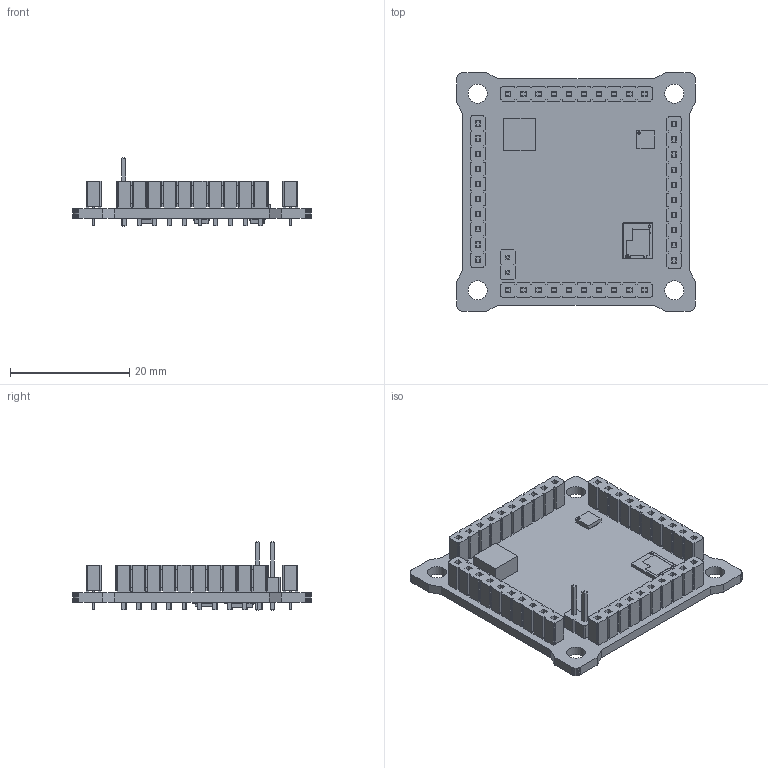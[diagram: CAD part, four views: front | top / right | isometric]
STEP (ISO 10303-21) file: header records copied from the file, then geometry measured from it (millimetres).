
FILE_DESCRIPTION(('KiCad electronic assembly'),'2;1');
FILE_NAME('PQ_EPS.step','2023-04-24T19:11:06',('Pcbnew'),('Kicad'), 'Open CASCADE STEP processor 7.6','KiCad to STEP converter','Unknown' );
FILE_SCHEMA(('AUTOMOTIVE_DESIGN { 1 0 10303 214 1 1 1 1 }'));
Length unit declared in the file: millimetre
Products named in the file (16): PQ_EPS 1; CES_102_02_1x02_P2.54mm_Vertical; SOLID; XAL5030-222MEC; COMPOUND; ISL9120IRTNZ; SLW-110-01-G-S; PowerPAK SO-8DC; DO-221AC (SlimSMA); SMM4F; PCB
Assembly tree (22 placements, depth 3):
  PQ_EPS 1
    CES_102_02_1x02_P2.54mm_Vertical
      SOLID
    XAL5030-222MEC
      COMPOUND
    ISL9120IRTNZ
      COMPOUND
    SLW-110-01-G-S  x4
      COMPOUND
    PowerPAK SO-8DC
      COMPOUND
    DO-221AC (SlimSMA)  x3
      COMPOUND
    SMM4F  x3
      COMPOUND
    PCB
Bounding box: 40 x 40 x 11.54 mm (x, y, z)
Volume: 3943.9 mm3; surface area: 7833 mm2
Topology: 49 solids, 49 shells, 1916 faces, 4805 edges, 3111 vertices
Faces by surface type: plane 1672, cylinder 139, bspline 66, revolution 24, cone 12, sphere 2, torus 1
Full cylindrical faces by diameter (mm): 0.375 x1, 0.4 x1, 1 x42, 3.2 x4
Entity records: 52053 total; most frequent: CARTESIAN_POINT 10642, DIRECTION 7477, LINE 5342, VECTOR 5342, ORIENTED_EDGE 3990, PCURVE 3990, DEFINITIONAL_REPRESENTATION 3990, EDGE_CURVE 1995
